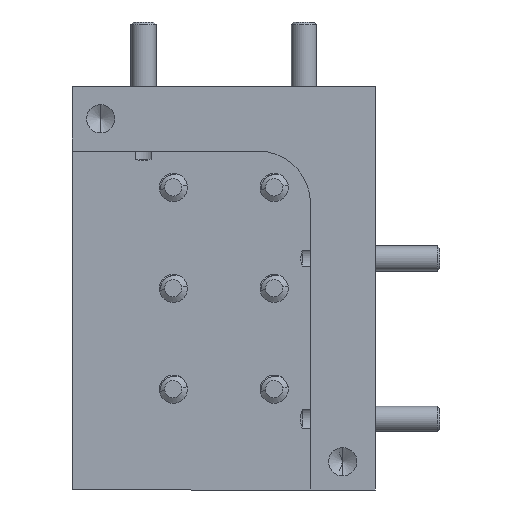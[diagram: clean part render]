
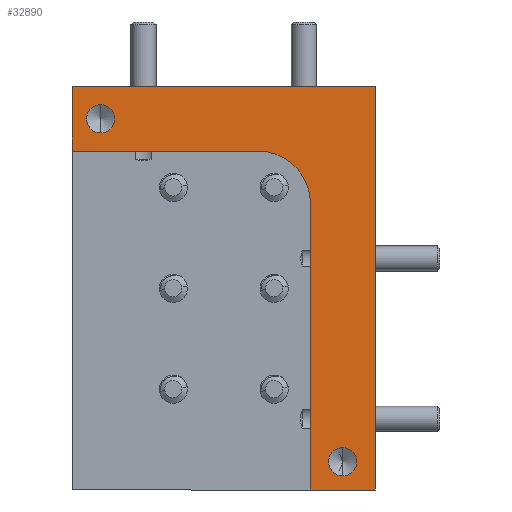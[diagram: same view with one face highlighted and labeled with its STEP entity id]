
A CAD part, front view. The second image highlights one B-rep face of the part: STEP entity #32890.
In plain terms, the highlighted planar face has unit normal (0, -1, 0).
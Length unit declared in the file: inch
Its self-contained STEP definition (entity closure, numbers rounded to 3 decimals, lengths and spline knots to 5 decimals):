
#441 = CARTESIAN_POINT ( 'NONE',  ( -0.02426, 0.36848, 1.21323 ) ) ;
#2285 = CARTESIAN_POINT ( 'NONE',  ( 0.65574, 0.36848, 1.29323 ) ) ;
#2914 = DIRECTION ( 'NONE',  ( 0., 0., 1. ) ) ;
#3260 = DIRECTION ( 'NONE',  ( 0., 1., 0. ) ) ;
#3779 = EDGE_CURVE ( 'NONE', #13977, #30453, #7560, .T. ) ;
#4064 = ORIENTED_EDGE ( 'NONE', *, *, #14856, .T. ) ;
#4383 = CARTESIAN_POINT ( 'NONE',  ( 0.36574, 0.36848, 1.13323 ) ) ;
#4419 = DIRECTION ( 'NONE',  ( 0., 0., -1. ) ) ;
#4577 = DIRECTION ( 'NONE',  ( 0., 0., -1. ) ) ;
#5202 = DIRECTION ( 'NONE',  ( 0., 0., 1. ) ) ;
#5628 = VECTOR ( 'NONE', #18133, 39.37008 ) ;
#6235 = FACE_OUTER_BOUND ( 'NONE', #24717, .T. ) ;
#6575 = DIRECTION ( 'NONE',  ( -1., 0., 0. ) ) ;
#7171 = VECTOR ( 'NONE', #15532, 39.37008 ) ;
#7265 = VERTEX_POINT ( 'NONE', #14448 ) ;
#7364 = VERTEX_POINT ( 'NONE', #30711 ) ;
#7560 = LINE ( 'NONE', #18610, #10051 ) ;
#8260 = CARTESIAN_POINT ( 'NONE',  ( -0.02426, 0.36848, 1.24823 ) ) ;
#9556 = CARTESIAN_POINT ( 'NONE',  ( 0.49574, 0.36848, 0.29323 ) ) ;
#10051 = VECTOR ( 'NONE', #23474, 39.37008 ) ;
#10271 = ORIENTED_EDGE ( 'NONE', *, *, #27891, .F. ) ;
#10422 = ORIENTED_EDGE ( 'NONE', *, *, #23479, .F. ) ;
#11362 = EDGE_CURVE ( 'NONE', #7364, #13984, #13074, .T. ) ;
#11485 = VERTEX_POINT ( 'NONE', #8260 ) ;
#12457 = CARTESIAN_POINT ( 'NONE',  ( 0.57574, 0.36848, 0.36323 ) ) ;
#12572 = ORIENTED_EDGE ( 'NONE', *, *, #22553, .F. ) ;
#13074 = LINE ( 'NONE', #20543, #5628 ) ;
#13977 = VERTEX_POINT ( 'NONE', #26035 ) ;
#13984 = VERTEX_POINT ( 'NONE', #31705 ) ;
#14095 = DIRECTION ( 'NONE',  ( 0., 0., -1. ) ) ;
#14153 = FACE_BOUND ( 'NONE', #22680, .T. ) ;
#14448 = CARTESIAN_POINT ( 'NONE',  ( 0.57574, 0.36848, 0.39823 ) ) ;
#14856 = EDGE_CURVE ( 'NONE', #30006, #22547, #32054, .T. ) ;
#15000 = CARTESIAN_POINT ( 'NONE',  ( 0.57574, 0.36848, 0.36323 ) ) ;
#15258 = DIRECTION ( 'NONE',  ( 0., 1., 0. ) ) ;
#15532 = DIRECTION ( 'NONE',  ( 0., 0., 1. ) ) ;
#15791 = CARTESIAN_POINT ( 'NONE',  ( -0.02426, 0.36848, 1.17823 ) ) ;
#16578 = CARTESIAN_POINT ( 'NONE',  ( 0.36574, 0.36848, 1.00323 ) ) ;
#17092 = DIRECTION ( 'NONE',  ( 0., 0., -1. ) ) ;
#17571 = LINE ( 'NONE', #9556, #28794 ) ;
#18133 = DIRECTION ( 'NONE',  ( 1., 0., 0. ) ) ;
#18610 = CARTESIAN_POINT ( 'NONE',  ( 0.65574, 0.36848, 0.29323 ) ) ;
#18954 = AXIS2_PLACEMENT_3D ( 'NONE', #2285, #15258, #5202 ) ;
#19065 = EDGE_CURVE ( 'NONE', #30006, #23090, #21843, .T. ) ;
#19692 = EDGE_CURVE ( 'NONE', #30453, #22547, #17571, .T. ) ;
#20087 = CARTESIAN_POINT ( 'NONE',  ( 0.65574, 0.36848, 1.29323 ) ) ;
#20095 = DIRECTION ( 'NONE',  ( 0., -1., 0. ) ) ;
#20253 = CARTESIAN_POINT ( 'NONE',  ( -0.02426, 0.36848, 1.21323 ) ) ;
#20359 = CARTESIAN_POINT ( 'NONE',  ( -0.09426, 0.36848, 1.13323 ) ) ;
#20433 = AXIS2_PLACEMENT_3D ( 'NONE', #441, #27368, #14095 ) ;
#20543 = CARTESIAN_POINT ( 'NONE',  ( 0.65574, 0.36848, 1.29323 ) ) ;
#20693 = VERTEX_POINT ( 'NONE', #15791 ) ;
#20876 = CARTESIAN_POINT ( 'NONE',  ( 0.57574, 0.36848, 0.32823 ) ) ;
#21623 = VECTOR ( 'NONE', #17092, 39.37008 ) ;
#21843 = LINE ( 'NONE', #22352, #26450 ) ;
#21955 = CARTESIAN_POINT ( 'NONE',  ( 0.49574, 0.36848, 0.29323 ) ) ;
#22352 = CARTESIAN_POINT ( 'NONE',  ( 0.49574, 0.36848, 1.13323 ) ) ;
#22547 = VERTEX_POINT ( 'NONE', #31506 ) ;
#22553 = EDGE_CURVE ( 'NONE', #28540, #7265, #33802, .T. ) ;
#22680 = EDGE_LOOP ( 'NONE', ( #10271, #28497 ) ) ;
#23090 = VERTEX_POINT ( 'NONE', #20359 ) ;
#23239 = EDGE_CURVE ( 'NONE', #11485, #20693, #25024, .T. ) ;
#23474 = DIRECTION ( 'NONE',  ( -1., 0., 0. ) ) ;
#23479 = EDGE_CURVE ( 'NONE', #23090, #7364, #32095, .T. ) ;
#23676 = LINE ( 'NONE', #20087, #21623 ) ;
#23718 = AXIS2_PLACEMENT_3D ( 'NONE', #20253, #28326, #4419 ) ;
#24717 = EDGE_LOOP ( 'NONE', ( #10422, #28702, #4064, #33160, #26792, #29890, #34168 ) ) ;
#25024 = CIRCLE ( 'NONE', #20433, 0.035 ) ;
#25462 = DIRECTION ( 'NONE',  ( 0., 0., -1. ) ) ;
#25656 = EDGE_CURVE ( 'NONE', #7265, #28540, #29963, .T. ) ;
#25973 = PLANE ( 'NONE',  #18954 ) ;
#26035 = CARTESIAN_POINT ( 'NONE',  ( 0.65574, 0.36848, 0.29323 ) ) ;
#26288 = EDGE_LOOP ( 'NONE', ( #12572, #30578 ) ) ;
#26368 = CARTESIAN_POINT ( 'NONE',  ( -0.09426, 0.36848, 1.29323 ) ) ;
#26450 = VECTOR ( 'NONE', #6575, 39.37008 ) ;
#26792 = ORIENTED_EDGE ( 'NONE', *, *, #3779, .F. ) ;
#26996 = AXIS2_PLACEMENT_3D ( 'NONE', #12457, #31021, #4577 ) ;
#27368 = DIRECTION ( 'NONE',  ( 0., -1., 0. ) ) ;
#27467 = AXIS2_PLACEMENT_3D ( 'NONE', #16578, #3260, #2914 ) ;
#27807 = DIRECTION ( 'NONE',  ( 0., 0., 1. ) ) ;
#27891 = EDGE_CURVE ( 'NONE', #20693, #11485, #33135, .T. ) ;
#28326 = DIRECTION ( 'NONE',  ( 0., -1., 0. ) ) ;
#28497 = ORIENTED_EDGE ( 'NONE', *, *, #23239, .F. ) ;
#28540 = VERTEX_POINT ( 'NONE', #20876 ) ;
#28702 = ORIENTED_EDGE ( 'NONE', *, *, #19065, .F. ) ;
#28794 = VECTOR ( 'NONE', #27807, 39.37008 ) ;
#29890 = ORIENTED_EDGE ( 'NONE', *, *, #33201, .F. ) ;
#29963 = CIRCLE ( 'NONE', #26996, 0.035 ) ;
#30006 = VERTEX_POINT ( 'NONE', #4383 ) ;
#30453 = VERTEX_POINT ( 'NONE', #21955 ) ;
#30578 = ORIENTED_EDGE ( 'NONE', *, *, #25656, .F. ) ;
#30692 = AXIS2_PLACEMENT_3D ( 'NONE', #15000, #20095, #25462 ) ;
#30711 = CARTESIAN_POINT ( 'NONE',  ( -0.09426, 0.36848, 1.29323 ) ) ;
#31021 = DIRECTION ( 'NONE',  ( 0., -1., 0. ) ) ;
#31506 = CARTESIAN_POINT ( 'NONE',  ( 0.49574, 0.36848, 1.00323 ) ) ;
#31705 = CARTESIAN_POINT ( 'NONE',  ( 0.65574, 0.36848, 1.29323 ) ) ;
#32054 = CIRCLE ( 'NONE', #27467, 0.13 ) ;
#32095 = LINE ( 'NONE', #26368, #7171 ) ;
#32812 = FACE_BOUND ( 'NONE', #26288, .T. ) ;
#32890 = ADVANCED_FACE ( 'NONE', ( #14153, #32812, #6235 ), #25973, .F. ) ;
#33135 = CIRCLE ( 'NONE', #23718, 0.035 ) ;
#33160 = ORIENTED_EDGE ( 'NONE', *, *, #19692, .F. ) ;
#33201 = EDGE_CURVE ( 'NONE', #13984, #13977, #23676, .T. ) ;
#33802 = CIRCLE ( 'NONE', #30692, 0.035 ) ;
#34168 = ORIENTED_EDGE ( 'NONE', *, *, #11362, .F. ) ;
